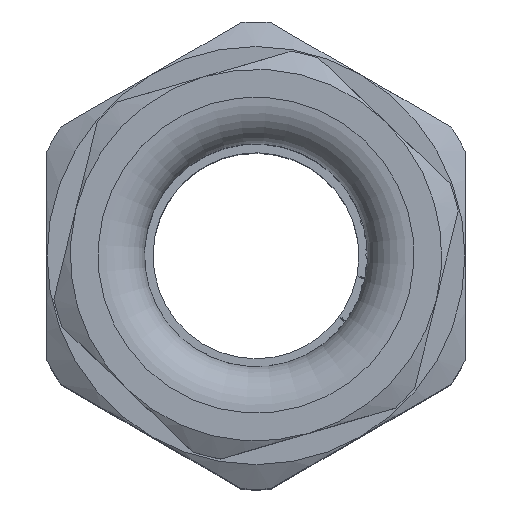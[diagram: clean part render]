
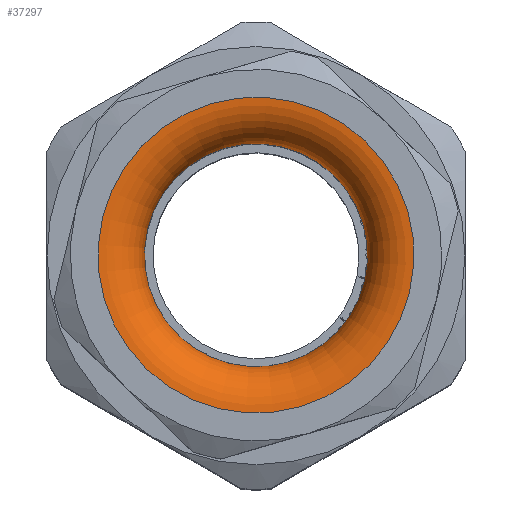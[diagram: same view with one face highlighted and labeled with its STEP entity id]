
A CAD part, top view. The second image highlights one B-rep face of the part: STEP entity #37297.
In plain terms, the highlighted toroidal (fillet/blend) face has major radius 10.2 mm and minor radius 3 mm.
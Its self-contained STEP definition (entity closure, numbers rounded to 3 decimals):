
#35819=CARTESIAN_POINT('',(-37.09,27.617,32.476));
#35820=VERTEX_POINT('',#35819);
#35821=CARTESIAN_POINT('',(-30.039,34.987,32.476));
#35822=DIRECTION('',(-0.,-0.,-1.));
#35823=DIRECTION('',(-0.691,-0.723,0.));
#35824=AXIS2_PLACEMENT_3D('',#35821,#35822,#35823);
#35825=CIRCLE('',#35824,10.2);
#35826=EDGE_CURVE('',#35820,#35820,#35825,.T.);
#37243=CARTESIAN_POINT('',(-35.016,29.785,29.476));
#37244=VERTEX_POINT('',#37243);
#37253=CARTESIAN_POINT('',(-30.039,34.987,29.476));
#37254=DIRECTION('',(0.,0.,1.));
#37255=DIRECTION('',(-0.691,-0.723,0.));
#37256=AXIS2_PLACEMENT_3D('',#37253,#37254,#37255);
#37257=CIRCLE('',#37256,7.2);
#37258=EDGE_CURVE('',#37244,#37244,#37257,.T.);
#37280=CARTESIAN_POINT('',(-30.039,34.987,29.476));
#37281=DIRECTION('',(0.,0.,1.));
#37282=DIRECTION('',(-0.691,-0.723,0.));
#37283=AXIS2_PLACEMENT_3D('',#37280,#37281,#37282);
#37284=TOROIDAL_SURFACE('',#37283,10.2,3.);
#37285=CARTESIAN_POINT('',(-37.09,27.617,29.476));
#37286=DIRECTION('',(0.723,-0.691,0.));
#37287=DIRECTION('',(-0.691,-0.723,0.));
#37288=AXIS2_PLACEMENT_3D('',#37285,#37286,#37287);
#37289=CIRCLE('',#37288,3.);
#37290=EDGE_CURVE('',#37244,#35820,#37289,.T.);
#37291=ORIENTED_EDGE('',*,*,#37290,.T.);
#37292=ORIENTED_EDGE('',*,*,#35826,.F.);
#37293=ORIENTED_EDGE('',*,*,#37290,.F.);
#37294=ORIENTED_EDGE('',*,*,#37258,.F.);
#37295=EDGE_LOOP('',(#37291,#37292,#37293,#37294));
#37296=FACE_BOUND('',#37295,.T.);
#37297=ADVANCED_FACE('',(#37296),#37284,.T.);
